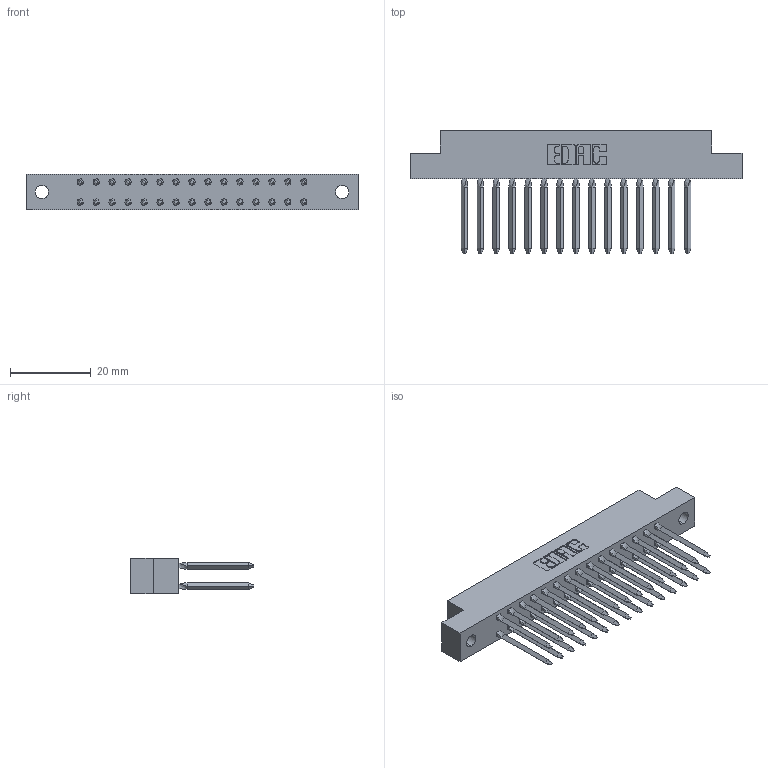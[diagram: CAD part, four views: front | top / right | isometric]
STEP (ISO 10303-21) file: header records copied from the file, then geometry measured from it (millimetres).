
FILE_DESCRIPTION (( 'STEP AP203' ), '1' );
FILE_NAME ('338-030-541-202.STEP', '2020-03-24T18:11:47', ( '' ), ( '' ), 'SwSTEP 2.0', 'SolidWorks 2016', '' );
FILE_SCHEMA (( 'CONFIG_CONTROL_DESIGN' ));
Length unit declared in the file: inch
Products named in the file (3): 338-210-001_338-210-015-002; 338-030-541-202; 338-290-001_541
Assembly tree (31 placements, depth 2):
  338-030-541-202
    338-210-001_338-210-015-002
    338-290-001_541  x30
Bounding box: 82.45 x 30.56 x 8.71 mm (x, y, z)
Volume: 6218.4 mm3; surface area: 10831 mm2
Topology: 31 solids, 31 shells, 2104 faces, 5651 edges, 3586 vertices
Faces by surface type: plane 1460, cylinder 524, bspline 120
Entity records: 32116 total; most frequent: CARTESIAN_POINT 6424, ORIENTED_EDGE 5328, DIRECTION 4987, EDGE_CURVE 2664, LINE 1953, VECTOR 1953, VERTEX_POINT 1730, AXIS2_PLACEMENT_3D 1517
